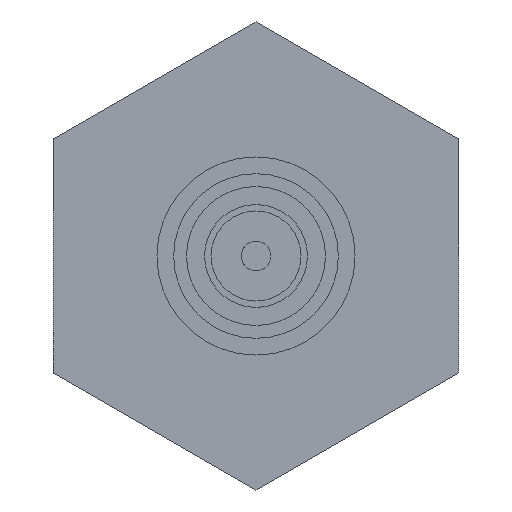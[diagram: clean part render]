
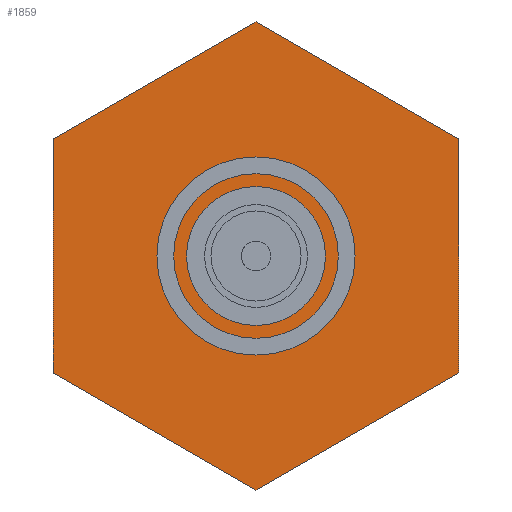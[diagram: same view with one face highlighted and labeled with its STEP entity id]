
A CAD part, left-side view. The second image highlights one B-rep face of the part: STEP entity #1859.
In plain terms, the highlighted planar face has unit normal (-1, 0, 0).
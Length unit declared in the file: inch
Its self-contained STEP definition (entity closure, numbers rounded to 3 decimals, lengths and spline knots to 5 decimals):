
#1389 = VERTEX_POINT ( 'NONE', #4487 ) ;
#1391 = EDGE_CURVE ( 'NONE', #1389, #1392, #4486, .T. ) ;
#1392 = VERTEX_POINT ( 'NONE', #4481 ) ;
#1859 = ADVANCED_FACE ( 'NONE', ( #2438, #2433 ), #2432, .T. ) ;
#1860 = EDGE_LOOP ( 'NONE', ( #1874, #1877, #1880, #1883, #1936, #1952 ) ) ;
#1861 = VERTEX_POINT ( 'NONE', #2427 ) ;
#1874 = ORIENTED_EDGE ( 'NONE', *, *, #1875, .F. ) ;
#1875 = EDGE_CURVE ( 'NONE', #1861, #1876, #2288, .T. ) ;
#1876 = VERTEX_POINT ( 'NONE', #2284 ) ;
#1877 = ORIENTED_EDGE ( 'NONE', *, *, #1878, .F. ) ;
#1878 = EDGE_CURVE ( 'NONE', #1879, #1861, #2280, .T. ) ;
#1879 = VERTEX_POINT ( 'NONE', #2275 ) ;
#1880 = ORIENTED_EDGE ( 'NONE', *, *, #1881, .F. ) ;
#1881 = EDGE_CURVE ( 'NONE', #1882, #1879, #2314, .T. ) ;
#1882 = VERTEX_POINT ( 'NONE', #2310 ) ;
#1883 = ORIENTED_EDGE ( 'NONE', *, *, #1934, .F. ) ;
#1934 = EDGE_CURVE ( 'NONE', #1935, #1882, #5276, .T. ) ;
#1935 = VERTEX_POINT ( 'NONE', #5272 ) ;
#1936 = ORIENTED_EDGE ( 'NONE', *, *, #1937, .F. ) ;
#1937 = EDGE_CURVE ( 'NONE', #1938, #1935, #5271, .T. ) ;
#1938 = VERTEX_POINT ( 'NONE', #5267 ) ;
#1952 = ORIENTED_EDGE ( 'NONE', *, *, #1953, .F. ) ;
#1953 = EDGE_CURVE ( 'NONE', #1876, #1938, #5284, .T. ) ;
#1954 = EDGE_LOOP ( 'NONE', ( #1955, #1957 ) ) ;
#1955 = ORIENTED_EDGE ( 'NONE', *, *, #1956, .F. ) ;
#1956 = EDGE_CURVE ( 'NONE', #1392, #1389, #5280, .T. ) ;
#1957 = ORIENTED_EDGE ( 'NONE', *, *, #1391, .F. ) ;
#2275 = CARTESIAN_POINT ( 'NONE',  ( 0., -0.1575, 0.09093 ) ) ;
#2277 = DIRECTION ( 'NONE',  ( 0., 0., -1. ) ) ;
#2278 = VECTOR ( 'NONE', #2277, 39.37008 ) ;
#2279 = CARTESIAN_POINT ( 'NONE',  ( 0., -0.1575, 0.09093 ) ) ;
#2280 = LINE ( 'NONE', #2279, #2278 ) ;
#2284 = CARTESIAN_POINT ( 'NONE',  ( 0., 0., -0.18187 ) ) ;
#2285 = DIRECTION ( 'NONE',  ( 0., 0.866, -0.5 ) ) ;
#2286 = VECTOR ( 'NONE', #2285, 39.37008 ) ;
#2287 = CARTESIAN_POINT ( 'NONE',  ( 0., -0.1575, -0.09093 ) ) ;
#2288 = LINE ( 'NONE', #2287, #2286 ) ;
#2310 = CARTESIAN_POINT ( 'NONE',  ( 0., 0., 0.18187 ) ) ;
#2311 = DIRECTION ( 'NONE',  ( 0., -0.866, -0.5 ) ) ;
#2312 = VECTOR ( 'NONE', #2311, 39.37008 ) ;
#2313 = CARTESIAN_POINT ( 'NONE',  ( 0., 0., 0.18187 ) ) ;
#2314 = LINE ( 'NONE', #2313, #2312 ) ;
#2427 = CARTESIAN_POINT ( 'NONE',  ( 0., -0.1575, -0.09093 ) ) ;
#2428 = DIRECTION ( 'NONE',  ( 0., 0., 1. ) ) ;
#2429 = DIRECTION ( 'NONE',  ( -1., 0., 0. ) ) ;
#2430 = CARTESIAN_POINT ( 'NONE',  ( 0., -0.1575, -0.09093 ) ) ;
#2431 = AXIS2_PLACEMENT_3D ( 'NONE', #2430, #2429, #2428 ) ;
#2432 = PLANE ( 'NONE',  #2431 ) ;
#2433 = FACE_BOUND ( 'NONE', #1954, .T. ) ;
#2438 = FACE_OUTER_BOUND ( 'NONE', #1860, .T. ) ;
#4481 = CARTESIAN_POINT ( 'NONE',  ( 0., 0., -0.054 ) ) ;
#4482 = DIRECTION ( 'NONE',  ( 0., 0., 1. ) ) ;
#4483 = DIRECTION ( 'NONE',  ( -1., 0., 0. ) ) ;
#4484 = CARTESIAN_POINT ( 'NONE',  ( 0., 0., 0. ) ) ;
#4485 = AXIS2_PLACEMENT_3D ( 'NONE', #4484, #4483, #4482 ) ;
#4486 = CIRCLE ( 'NONE', #4485, 0.054 ) ;
#4487 = CARTESIAN_POINT ( 'NONE',  ( 0., 0., 0.054 ) ) ;
#5255 = DIRECTION ( 'NONE',  ( 0., 0., 1. ) ) ;
#5256 = DIRECTION ( 'NONE',  ( -1., 0., 0. ) ) ;
#5257 = CARTESIAN_POINT ( 'NONE',  ( 0., 0., 0. ) ) ;
#5258 = AXIS2_PLACEMENT_3D ( 'NONE', #5257, #5256, #5255 ) ;
#5267 = CARTESIAN_POINT ( 'NONE',  ( 0., 0.1575, -0.09093 ) ) ;
#5268 = DIRECTION ( 'NONE',  ( 0., 0., 1. ) ) ;
#5269 = VECTOR ( 'NONE', #5268, 39.37008 ) ;
#5270 = CARTESIAN_POINT ( 'NONE',  ( 0., 0.1575, -0.09093 ) ) ;
#5271 = LINE ( 'NONE', #5270, #5269 ) ;
#5272 = CARTESIAN_POINT ( 'NONE',  ( 0., 0.1575, 0.09093 ) ) ;
#5273 = DIRECTION ( 'NONE',  ( 0., -0.866, 0.5 ) ) ;
#5274 = VECTOR ( 'NONE', #5273, 39.37008 ) ;
#5275 = CARTESIAN_POINT ( 'NONE',  ( 0., 0.1575, 0.09093 ) ) ;
#5276 = LINE ( 'NONE', #5275, #5274 ) ;
#5280 = CIRCLE ( 'NONE', #5258, 0.054 ) ;
#5281 = DIRECTION ( 'NONE',  ( 0., 0.866, 0.5 ) ) ;
#5282 = VECTOR ( 'NONE', #5281, 39.37008 ) ;
#5283 = CARTESIAN_POINT ( 'NONE',  ( 0., 0., -0.18187 ) ) ;
#5284 = LINE ( 'NONE', #5283, #5282 ) ;
